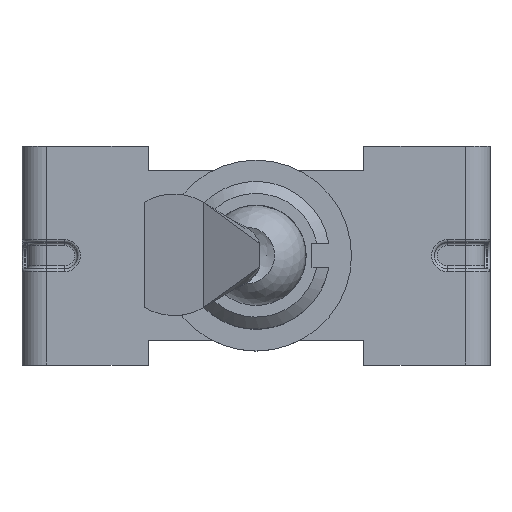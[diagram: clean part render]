
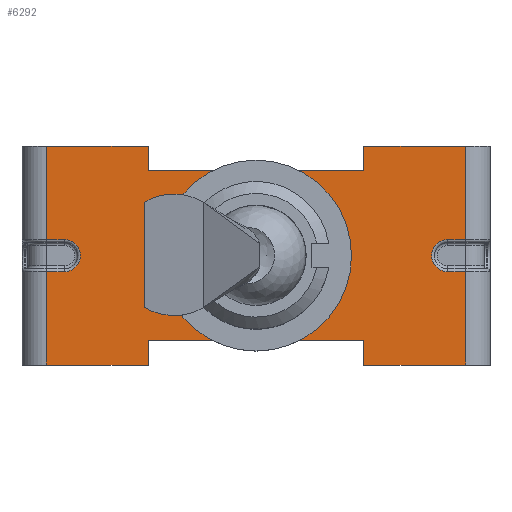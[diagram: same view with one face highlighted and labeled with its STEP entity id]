
A CAD part, top view. The second image highlights one B-rep face of the part: STEP entity #6292.
In plain terms, the highlighted planar face has unit normal (0, 0, 1).
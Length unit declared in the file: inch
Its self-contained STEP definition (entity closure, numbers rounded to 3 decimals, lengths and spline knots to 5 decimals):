
#265=PLANE('',#6824);
#547=FACE_OUTER_BOUND('',#926,.T.);
#926=EDGE_LOOP('',(#5234,#5235,#5236,#5237,#5238,#5239,#5240,#5241,#5242,
#5243,#5244,#5245,#5246,#5247,#5248,#5249,#5250,#5251,#5252,#5253));
#1360=LINE('',#9817,#2013);
#1372=LINE('',#9846,#2025);
#1381=LINE('',#9869,#2034);
#1390=LINE('',#9892,#2043);
#1400=LINE('',#9916,#2053);
#1403=LINE('',#9920,#2056);
#1405=LINE('',#9923,#2058);
#1408=LINE('',#9931,#2061);
#1411=LINE('',#9935,#2064);
#1413=LINE('',#9938,#2066);
#1501=LINE('',#10162,#2154);
#1504=LINE('',#10185,#2157);
#1516=LINE('',#10221,#2169);
#1543=LINE('',#10350,#2196);
#1544=LINE('',#10352,#2197);
#1545=LINE('',#10354,#2198);
#1546=LINE('',#10358,#2199);
#1547=LINE('',#10359,#2200);
#2013=VECTOR('',#7733,0.3937);
#2025=VECTOR('',#7755,0.3937);
#2034=VECTOR('',#7772,0.3937);
#2043=VECTOR('',#7789,0.3937);
#2053=VECTOR('',#7807,0.3937);
#2056=VECTOR('',#7812,0.3937);
#2058=VECTOR('',#7816,0.3937);
#2061=VECTOR('',#7821,0.3937);
#2064=VECTOR('',#7826,0.3937);
#2066=VECTOR('',#7830,0.3937);
#2154=VECTOR('',#8046,0.3937);
#2157=VECTOR('',#8073,0.3937);
#2169=VECTOR('',#8115,0.3937);
#2196=VECTOR('',#8276,0.3937);
#2197=VECTOR('',#8277,0.3937);
#2198=VECTOR('',#8278,0.3937);
#2199=VECTOR('',#8281,0.3937);
#2200=VECTOR('',#8282,0.3937);
#2462=CIRCLE('',#6737,0.02638);
#2512=CIRCLE('',#6825,0.02638);
#2846=VERTEX_POINT('',#9815);
#2847=VERTEX_POINT('',#9816);
#2858=VERTEX_POINT('',#9844);
#2859=VERTEX_POINT('',#9845);
#2868=VERTEX_POINT('',#9867);
#2869=VERTEX_POINT('',#9868);
#2878=VERTEX_POINT('',#9890);
#2879=VERTEX_POINT('',#9891);
#2888=VERTEX_POINT('',#9913);
#2889=VERTEX_POINT('',#9915);
#2892=VERTEX_POINT('',#9928);
#2893=VERTEX_POINT('',#9930);
#2962=VERTEX_POINT('',#10155);
#2965=VERTEX_POINT('',#10160);
#2969=VERTEX_POINT('',#10171);
#2973=VERTEX_POINT('',#10183);
#3018=VERTEX_POINT('',#10351);
#3019=VERTEX_POINT('',#10353);
#3020=VERTEX_POINT('',#10355);
#3021=VERTEX_POINT('',#10357);
#3530=EDGE_CURVE('',#2846,#2847,#1360,.T.);
#3544=EDGE_CURVE('',#2858,#2859,#1372,.T.);
#3555=EDGE_CURVE('',#2868,#2869,#1381,.T.);
#3566=EDGE_CURVE('',#2878,#2879,#1390,.T.);
#3578=EDGE_CURVE('',#2889,#2888,#1400,.T.);
#3581=EDGE_CURVE('',#2868,#2889,#1403,.T.);
#3583=EDGE_CURVE('',#2888,#2846,#1405,.T.);
#3586=EDGE_CURVE('',#2893,#2892,#1408,.T.);
#3589=EDGE_CURVE('',#2858,#2893,#1411,.T.);
#3591=EDGE_CURVE('',#2892,#2878,#1413,.T.);
#3703=EDGE_CURVE('',#2965,#2962,#1501,.T.);
#3708=EDGE_CURVE('',#2969,#2965,#2462,.T.);
#3714=EDGE_CURVE('',#2973,#2969,#1504,.T.);
#3734=EDGE_CURVE('',#2847,#2962,#1516,.T.);
#3799=EDGE_CURVE('',#2973,#2859,#1543,.T.);
#3800=EDGE_CURVE('',#2879,#3018,#1544,.T.);
#3801=EDGE_CURVE('',#3019,#3018,#1545,.T.);
#3802=EDGE_CURVE('',#3020,#3019,#2512,.T.);
#3803=EDGE_CURVE('',#3021,#3020,#1546,.T.);
#3804=EDGE_CURVE('',#3021,#2869,#1547,.T.);
#5234=ORIENTED_EDGE('',*,*,#3583,.T.);
#5235=ORIENTED_EDGE('',*,*,#3530,.T.);
#5236=ORIENTED_EDGE('',*,*,#3734,.T.);
#5237=ORIENTED_EDGE('',*,*,#3703,.F.);
#5238=ORIENTED_EDGE('',*,*,#3708,.F.);
#5239=ORIENTED_EDGE('',*,*,#3714,.F.);
#5240=ORIENTED_EDGE('',*,*,#3799,.T.);
#5241=ORIENTED_EDGE('',*,*,#3544,.F.);
#5242=ORIENTED_EDGE('',*,*,#3589,.T.);
#5243=ORIENTED_EDGE('',*,*,#3586,.T.);
#5244=ORIENTED_EDGE('',*,*,#3591,.T.);
#5245=ORIENTED_EDGE('',*,*,#3566,.T.);
#5246=ORIENTED_EDGE('',*,*,#3800,.T.);
#5247=ORIENTED_EDGE('',*,*,#3801,.F.);
#5248=ORIENTED_EDGE('',*,*,#3802,.F.);
#5249=ORIENTED_EDGE('',*,*,#3803,.F.);
#5250=ORIENTED_EDGE('',*,*,#3804,.T.);
#5251=ORIENTED_EDGE('',*,*,#3555,.F.);
#5252=ORIENTED_EDGE('',*,*,#3581,.T.);
#5253=ORIENTED_EDGE('',*,*,#3578,.T.);
#6292=ADVANCED_FACE('',(#547),#265,.T.);
#6737=AXIS2_PLACEMENT_3D('',#10173,#8059,#8060);
#6824=AXIS2_PLACEMENT_3D('',#10349,#8274,#8275);
#6825=AXIS2_PLACEMENT_3D('',#10356,#8279,#8280);
#7733=DIRECTION('',(-1.,0.,0.));
#7755=DIRECTION('',(-1.,0.,0.));
#7772=DIRECTION('',(1.,0.,0.));
#7789=DIRECTION('',(1.,0.,0.));
#7807=DIRECTION('',(-1.,0.,0.));
#7812=DIRECTION('',(0.,-1.,0.));
#7816=DIRECTION('',(0.,1.,0.));
#7821=DIRECTION('',(1.,0.,0.));
#7826=DIRECTION('',(0.,1.,0.));
#7830=DIRECTION('',(0.,-1.,0.));
#8046=DIRECTION('',(-1.,0.,0.));
#8059=DIRECTION('center_axis',(0.,0.,1.));
#8060=DIRECTION('ref_axis',(1.,0.,0.));
#8073=DIRECTION('',(1.,0.,0.));
#8115=DIRECTION('',(0.,-1.,0.));
#8274=DIRECTION('center_axis',(0.,0.,1.));
#8275=DIRECTION('ref_axis',(1.,0.,0.));
#8276=DIRECTION('',(0.,-1.,0.));
#8277=DIRECTION('',(0.,1.,0.));
#8278=DIRECTION('',(1.,0.,0.));
#8279=DIRECTION('center_axis',(0.,0.,1.));
#8280=DIRECTION('ref_axis',(-1.,0.,0.));
#8281=DIRECTION('',(-1.,0.,0.));
#8282=DIRECTION('',(0.,1.,0.));
#9815=CARTESIAN_POINT('',(-0.17717,0.17992,0.37008));
#9816=CARTESIAN_POINT('',(-0.34488,0.17992,0.37008));
#9817=CARTESIAN_POINT('',(-0.22913,0.17992,0.37008));
#9844=CARTESIAN_POINT('',(-0.17717,-0.17992,0.37008));
#9845=CARTESIAN_POINT('',(-0.34488,-0.17992,0.37008));
#9846=CARTESIAN_POINT('',(-0.22913,-0.17992,0.37008));
#9867=CARTESIAN_POINT('',(0.17717,0.17992,0.37008));
#9868=CARTESIAN_POINT('',(0.34488,0.17992,0.37008));
#9869=CARTESIAN_POINT('',(0.22913,0.17992,0.37008));
#9890=CARTESIAN_POINT('',(0.17717,-0.17992,0.37008));
#9891=CARTESIAN_POINT('',(0.34488,-0.17992,0.37008));
#9892=CARTESIAN_POINT('',(0.22913,-0.17992,0.37008));
#9913=CARTESIAN_POINT('',(-0.17717,0.13937,0.37008));
#9915=CARTESIAN_POINT('',(0.17717,0.13937,0.37008));
#9916=CARTESIAN_POINT('',(-0.08858,0.13937,0.37008));
#9920=CARTESIAN_POINT('',(0.17717,0.06969,0.37008));
#9923=CARTESIAN_POINT('',(-0.17717,0.075,0.37008));
#9928=CARTESIAN_POINT('',(0.17717,-0.13937,0.37008));
#9930=CARTESIAN_POINT('',(-0.17717,-0.13937,0.37008));
#9931=CARTESIAN_POINT('',(0.08858,-0.13937,0.37008));
#9935=CARTESIAN_POINT('',(-0.17717,-0.06969,0.37008));
#9938=CARTESIAN_POINT('',(0.17717,-0.075,0.37008));
#10155=CARTESIAN_POINT('',(-0.34488,0.02638,0.37008));
#10160=CARTESIAN_POINT('',(-0.31535,0.02638,0.37008));
#10162=CARTESIAN_POINT('',(-0.19252,0.02638,0.37008));
#10171=CARTESIAN_POINT('',(-0.31535,-0.02638,0.37008));
#10173=CARTESIAN_POINT('Origin',(-0.31535,0.,
0.37008));
#10183=CARTESIAN_POINT('',(-0.34488,-0.02638,0.37008));
#10185=CARTESIAN_POINT('',(-0.19252,-0.02638,0.37008));
#10221=CARTESIAN_POINT('',(-0.34488,0.075,0.37008));
#10349=CARTESIAN_POINT('Origin',(0.,0.,
0.37008));
#10350=CARTESIAN_POINT('',(-0.34488,0.075,0.37008));
#10351=CARTESIAN_POINT('',(0.34488,-0.02638,0.37008));
#10352=CARTESIAN_POINT('',(0.34488,-0.075,0.37008));
#10353=CARTESIAN_POINT('',(0.31535,-0.02638,0.37008));
#10354=CARTESIAN_POINT('',(0.19252,-0.02638,0.37008));
#10355=CARTESIAN_POINT('',(0.31535,0.02638,0.37008));
#10356=CARTESIAN_POINT('Origin',(0.31535,0.,
0.37008));
#10357=CARTESIAN_POINT('',(0.34488,0.02638,0.37008));
#10358=CARTESIAN_POINT('',(0.19252,0.02638,0.37008));
#10359=CARTESIAN_POINT('',(0.34488,-0.075,0.37008));
